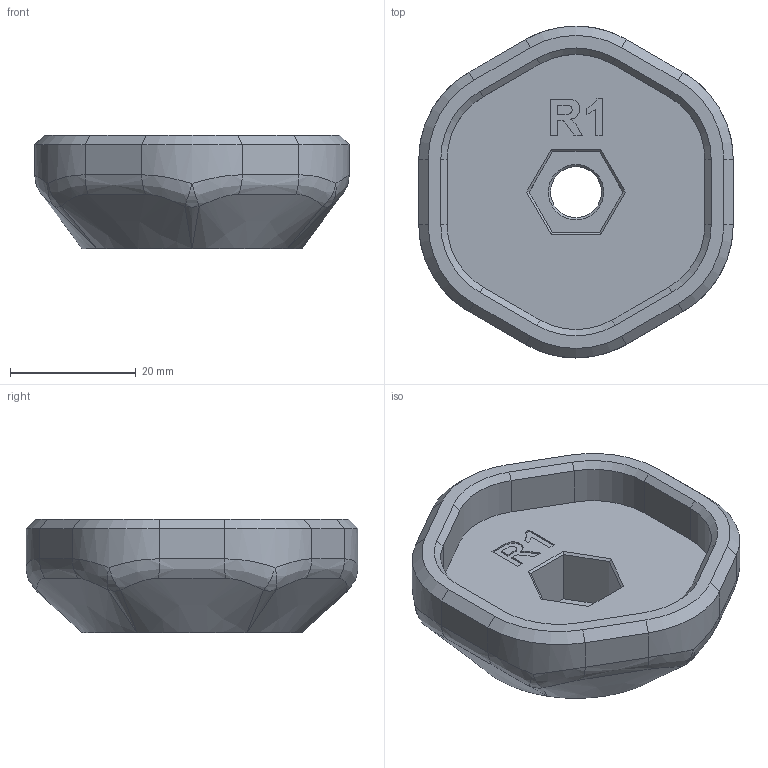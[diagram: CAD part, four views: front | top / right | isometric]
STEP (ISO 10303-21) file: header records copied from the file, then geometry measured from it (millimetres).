
FILE_DESCRIPTION(/* description */ (''),/* implementation_level */ '2;1');
FILE_NAME(/* name */ 'SL1-KNOB_BODY.step',/* time_stamp */ '2019-08-13T13:00:35+02:00',/* author */ (''),/* organization */ (''),/* preprocessor_version */ 'ST-DEVELOPER v18',/* originating_system */ 'Autodesk Translation Framework v8.2.0.1029',/* authorisation */ '');
FILE_SCHEMA (('AUTOMOTIVE_DESIGN { 1 0 10303 214 3 1 1 }'));
Length unit declared in the file: millimetre
Products named in the file (1): KNOB
Bounding box: 50 x 52.78 x 18 mm (x, y, z)
Volume: 20094.3 mm3; surface area: 7197.2 mm2
Topology: 1 solids, 1 shells, 141 faces, 349 edges, 203 vertices
Faces by surface type: plane 59, bspline 55, cone 14, cylinder 13
Full cylindrical faces by diameter (mm): 8.1 x1
Entity records: 9054 total; most frequent: CARTESIAN_POINT 6129, ORIENTED_EDGE 674, DIRECTION 462, EDGE_CURVE 337, VERTEX_POINT 203, LINE 178, VECTOR 178, EDGE_LOOP 148
